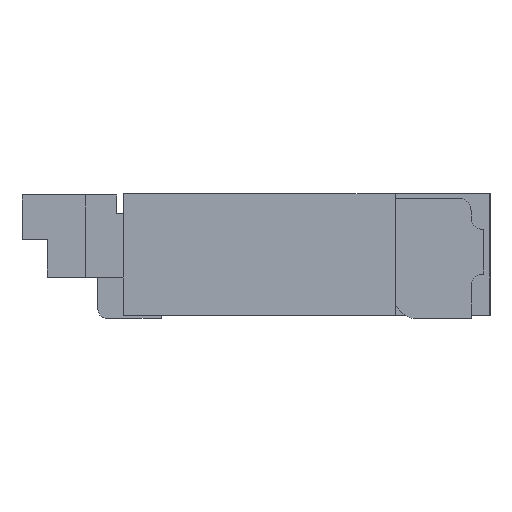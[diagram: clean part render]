
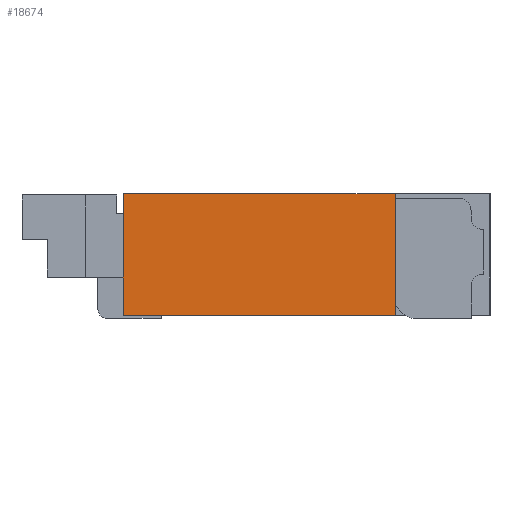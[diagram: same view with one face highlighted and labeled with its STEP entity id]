
A CAD part, left-side view. The second image highlights one B-rep face of the part: STEP entity #18674.
In plain terms, the highlighted planar face has unit normal (-1, 0, 0).
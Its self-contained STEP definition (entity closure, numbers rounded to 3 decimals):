
#2165=ORIENTED_EDGE('',*,*,#7134,.F.);
#2166=ORIENTED_EDGE('',*,*,#7116,.T.);
#2167=ORIENTED_EDGE('',*,*,#7146,.T.);
#2168=ORIENTED_EDGE('',*,*,#7177,.T.);
#7116=EDGE_CURVE('',#9602,#9601,#11733,.T.);
#7134=EDGE_CURVE('',#9602,#9614,#11751,.T.);
#7146=EDGE_CURVE('',#9601,#9623,#11763,.T.);
#7177=EDGE_CURVE('',#9623,#9614,#11794,.T.);
#9601=VERTEX_POINT('',#27603);
#9602=VERTEX_POINT('',#27605);
#9614=VERTEX_POINT('',#27636);
#9623=VERTEX_POINT('',#27659);
#11733=LINE('',#27604,#14478);
#11751=LINE('',#27635,#14496);
#11763=LINE('',#27660,#14508);
#11794=LINE('',#27714,#14539);
#14478=VECTOR('',#22246,1000.);
#14496=VECTOR('',#22266,1000.);
#14508=VECTOR('',#22284,1000.);
#14539=VECTOR('',#22325,1000.);
#16126=EDGE_LOOP('',(#2165,#2166,#2167,#2168));
#16991=FACE_BOUND('',#16126,.T.);
#17856=PLANE('',#19752);
#18674=ADVANCED_FACE('',(#16991),#17856,.T.);
#19752=AXIS2_PLACEMENT_3D('',#28020,#22498,#22499);
#22246=DIRECTION('',(0.,1.,0.));
#22266=DIRECTION('',(0.,0.,-1.));
#22284=DIRECTION('',(0.,0.,-1.));
#22325=DIRECTION('',(0.,-1.,0.));
#22498=DIRECTION('',(-1.,0.,0.));
#22499=DIRECTION('',(0.,0.,1.));
#27603=CARTESIAN_POINT('',(-9.5,1.45,0.48));
#27604=CARTESIAN_POINT('',(-9.5,-1.45,0.48));
#27605=CARTESIAN_POINT('',(-9.5,-0.7,0.48));
#27635=CARTESIAN_POINT('',(-9.5,-0.7,0.));
#27636=CARTESIAN_POINT('',(-9.5,-0.7,-0.48));
#27659=CARTESIAN_POINT('',(-9.5,1.45,-0.48));
#27660=CARTESIAN_POINT('',(-9.5,1.45,0.48));
#27714=CARTESIAN_POINT('',(-9.5,1.45,-0.48));
#28020=CARTESIAN_POINT('',(-9.5,0.,0.));
